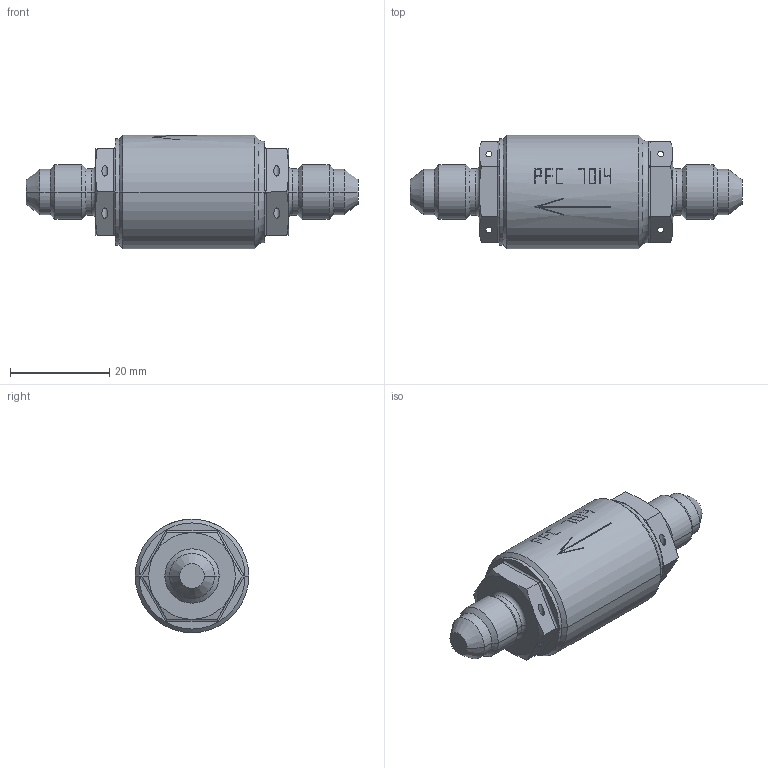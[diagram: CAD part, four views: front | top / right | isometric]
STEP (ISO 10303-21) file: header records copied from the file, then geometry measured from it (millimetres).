
FILE_DESCRIPTION (( 'STEP AP203' ), '1' );
FILE_NAME ('07014000 Whole.STEP', '2015-01-28T19:30:00', ( '' ), ( '' ), 'SwSTEP 2.0', 'SolidWorks 2014', '' );
FILE_SCHEMA (( 'CONFIG_CONTROL_DESIGN' ));
Length unit declared in the file: inch
Products named in the file (1): 07014000 Whole
Bounding box: 66.8 x 22.86 x 22.86 mm (x, y, z)
Volume: 16509.1 mm3; surface area: 4304.1 mm2
Topology: 1 solids, 1 shells, 173 faces, 412 edges, 254 vertices
Faces by surface type: plane 83, cylinder 48, cone 30, torus 6, bspline 6
Entity records: 5166 total; most frequent: CARTESIAN_POINT 1183, ORIENTED_EDGE 824, DIRECTION 795, EDGE_CURVE 412, AXIS2_PLACEMENT_3D 298, VERTEX_POINT 254, VECTOR 199, LINE 199
